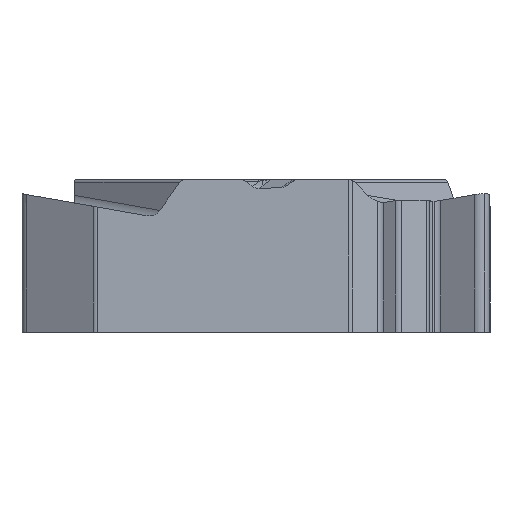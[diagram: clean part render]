
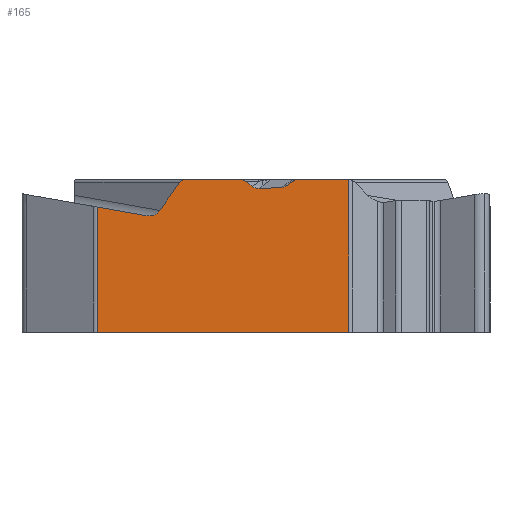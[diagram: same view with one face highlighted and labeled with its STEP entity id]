
A CAD part, left-side view. The second image highlights one B-rep face of the part: STEP entity #165.
In plain terms, the highlighted planar face has unit normal (-1, 0, 0).
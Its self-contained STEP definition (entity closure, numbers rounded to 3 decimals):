
#165=ADVANCED_FACE('',(#317),#273,.F.);
#273=PLANE('',#2087);
#317=FACE_OUTER_BOUND('',#419,.T.);
#419=EDGE_LOOP('',(#900,#901,#902,#903,#904,#905,#906,#907,#908,#909,#910,
#911,#912,#913,#914,#915,#916));
#542=LINE('',#3343,#713);
#543=LINE('',#3346,#714);
#544=LINE('',#3348,#715);
#545=LINE('',#3352,#716);
#546=LINE('',#3356,#717);
#547=LINE('',#3372,#718);
#548=LINE('',#3388,#719);
#549=LINE('',#3392,#720);
#550=LINE('',#3396,#721);
#551=LINE('',#3400,#722);
#713=VECTOR('',#2289,1.);
#714=VECTOR('',#2290,1.);
#715=VECTOR('',#2291,1.);
#716=VECTOR('',#2294,1.);
#717=VECTOR('',#2297,1.);
#718=VECTOR('',#2298,1.);
#719=VECTOR('',#2299,1.);
#720=VECTOR('',#2302,1.);
#721=VECTOR('',#2305,1.);
#722=VECTOR('',#2308,1.);
#900=ORIENTED_EDGE('',*,*,#1686,.T.);
#901=ORIENTED_EDGE('',*,*,#1687,.T.);
#902=ORIENTED_EDGE('',*,*,#1688,.T.);
#903=ORIENTED_EDGE('',*,*,#1689,.F.);
#904=ORIENTED_EDGE('',*,*,#1690,.F.);
#905=ORIENTED_EDGE('',*,*,#1691,.F.);
#906=ORIENTED_EDGE('',*,*,#1692,.F.);
#907=ORIENTED_EDGE('',*,*,#1693,.F.);
#908=ORIENTED_EDGE('',*,*,#1694,.F.);
#909=ORIENTED_EDGE('',*,*,#1695,.F.);
#910=ORIENTED_EDGE('',*,*,#1696,.F.);
#911=ORIENTED_EDGE('',*,*,#1697,.F.);
#912=ORIENTED_EDGE('',*,*,#1698,.F.);
#913=ORIENTED_EDGE('',*,*,#1699,.F.);
#914=ORIENTED_EDGE('',*,*,#1700,.F.);
#915=ORIENTED_EDGE('',*,*,#1701,.T.);
#916=ORIENTED_EDGE('',*,*,#1702,.F.);
#1492=VERTEX_POINT('',#3344);
#1493=VERTEX_POINT('',#3345);
#1494=VERTEX_POINT('',#3347);
#1495=VERTEX_POINT('',#3349);
#1496=VERTEX_POINT('',#3351);
#1497=VERTEX_POINT('',#3353);
#1498=VERTEX_POINT('',#3355);
#1499=VERTEX_POINT('',#3357);
#1500=VERTEX_POINT('',#3371);
#1501=VERTEX_POINT('',#3373);
#1502=VERTEX_POINT('',#3387);
#1503=VERTEX_POINT('',#3389);
#1504=VERTEX_POINT('',#3391);
#1505=VERTEX_POINT('',#3393);
#1506=VERTEX_POINT('',#3395);
#1507=VERTEX_POINT('',#3397);
#1508=VERTEX_POINT('',#3399);
#1686=EDGE_CURVE('',#1492,#1493,#542,.T.);
#1687=EDGE_CURVE('',#1493,#1494,#543,.T.);
#1688=EDGE_CURVE('',#1494,#1495,#544,.T.);
#1689=EDGE_CURVE('',#1496,#1495,#1970,.T.);
#1690=EDGE_CURVE('',#1497,#1496,#545,.T.);
#1691=EDGE_CURVE('',#1498,#1497,#1971,.T.);
#1692=EDGE_CURVE('',#1499,#1498,#546,.T.);
#1693=EDGE_CURVE('',#1500,#1499,#2017,.T.);
#1694=EDGE_CURVE('',#1501,#1500,#547,.T.);
#1695=EDGE_CURVE('',#1502,#1501,#2018,.T.);
#1696=EDGE_CURVE('',#1503,#1502,#548,.T.);
#1697=EDGE_CURVE('',#1504,#1503,#1972,.T.);
#1698=EDGE_CURVE('',#1505,#1504,#549,.T.);
#1699=EDGE_CURVE('',#1506,#1505,#1973,.T.);
#1700=EDGE_CURVE('',#1507,#1506,#550,.T.);
#1701=EDGE_CURVE('',#1507,#1508,#1974,.T.);
#1702=EDGE_CURVE('',#1492,#1508,#551,.T.);
#1970=ELLIPSE('',#2082,0.17,0.15);
#1971=ELLIPSE('',#2083,0.15,0.15);
#1972=ELLIPSE('',#2084,0.167,0.15);
#1973=ELLIPSE('',#2085,0.177,0.15);
#1974=ELLIPSE('',#2086,0.402,0.35);
#2017=B_SPLINE_CURVE_WITH_KNOTS('',3,(#3358,#3359,#3360,#3361,#3362,#3363,
#3364,#3365,#3366,#3367,#3368,#3369,#3370),.UNSPECIFIED.,.F.,.F.,(4,3,3,
3,4),(0.,0.249,0.498,0.746,1.),
 .UNSPECIFIED.);
#2018=B_SPLINE_CURVE_WITH_KNOTS('',3,(#3374,#3375,#3376,#3377,#3378,#3379,
#3380,#3381,#3382,#3383,#3384,#3385,#3386),.UNSPECIFIED.,.F.,.F.,(4,3,3,
3,4),(0.,0.234,0.468,0.701,1.),
 .UNSPECIFIED.);
#2082=AXIS2_PLACEMENT_3D('',#3350,#2292,#2293);
#2083=AXIS2_PLACEMENT_3D('',#3354,#2295,#2296);
#2084=AXIS2_PLACEMENT_3D('',#3390,#2300,#2301);
#2085=AXIS2_PLACEMENT_3D('',#3394,#2303,#2304);
#2086=AXIS2_PLACEMENT_3D('',#3398,#2306,#2307);
#2087=AXIS2_PLACEMENT_3D('',#3401,#2309,#2310);
#2289=DIRECTION('',(0.,0.,-1.));
#2290=DIRECTION('',(0.,-1.,0.));
#2291=DIRECTION('',(0.,0.,1.));
#2292=DIRECTION('',(1.,0.,0.));
#2293=DIRECTION('',(0.,1.,0.));
#2294=DIRECTION('',(0.,-1.,0.));
#2295=DIRECTION('',(1.,0.,0.));
#2296=DIRECTION('',(0.,-1.,0.));
#2297=DIRECTION('',(0.,-0.759,0.651));
#2298=DIRECTION('',(0.,-0.999,0.043));
#2299=DIRECTION('',(0.,-0.792,-0.611));
#2300=DIRECTION('',(1.,0.,0.));
#2301=DIRECTION('',(0.,1.,0.));
#2302=DIRECTION('',(0.,-1.,0.));
#2303=DIRECTION('',(1.,0.,0.));
#2304=DIRECTION('',(0.,1.,0.));
#2305=DIRECTION('',(0.,-0.574,0.819));
#2306=DIRECTION('',(1.,0.,0.));
#2307=DIRECTION('',(0.,0.985,0.174));
#2308=DIRECTION('',(0.,-0.985,-0.174));
#2309=DIRECTION('',(1.,0.,0.));
#2310=DIRECTION('',(0.,0.,-1.));
#3343=CARTESIAN_POINT('',(-4.763,4.743,-5.47));
#3344=CARTESIAN_POINT('',(-4.763,4.743,-0.38));
#3345=CARTESIAN_POINT('',(-4.763,4.743,-3.97));
#3346=CARTESIAN_POINT('',(-4.763,-3.173,-3.97));
#3347=CARTESIAN_POINT('',(-4.763,-2.469,-3.97));
#3348=CARTESIAN_POINT('',(-4.763,-2.469,3.4));
#3349=CARTESIAN_POINT('',(-4.763,-2.469,0.4));
#3350=CARTESIAN_POINT('',(-4.763,-2.468,0.25));
#3351=CARTESIAN_POINT('',(-4.763,-2.468,0.4));
#3352=CARTESIAN_POINT('',(-4.763,3.173,0.4));
#3353=CARTESIAN_POINT('',(-4.763,-0.971,0.4));
#3354=CARTESIAN_POINT('',(-4.763,-0.971,0.25));
#3355=CARTESIAN_POINT('',(-4.763,-0.873,0.364));
#3356=CARTESIAN_POINT('',(-4.763,1.64,-1.789));
#3357=CARTESIAN_POINT('',(-4.763,-0.748,0.257));
#3358=CARTESIAN_POINT('',(-4.763,-0.55,0.178));
#3359=CARTESIAN_POINT('',(-4.763,-0.568,0.179));
#3360=CARTESIAN_POINT('',(-4.763,-0.586,0.182));
#3361=CARTESIAN_POINT('',(-4.763,-0.603,0.185));
#3362=CARTESIAN_POINT('',(-4.763,-0.621,0.189));
#3363=CARTESIAN_POINT('',(-4.763,-0.638,0.194));
#3364=CARTESIAN_POINT('',(-4.763,-0.655,0.201));
#3365=CARTESIAN_POINT('',(-4.763,-0.672,0.208));
#3366=CARTESIAN_POINT('',(-4.763,-0.688,0.216));
#3367=CARTESIAN_POINT('',(-4.763,-0.703,0.225));
#3368=CARTESIAN_POINT('',(-4.763,-0.719,0.234));
#3369=CARTESIAN_POINT('',(-4.763,-0.734,0.245));
#3370=CARTESIAN_POINT('',(-4.763,-0.748,0.257));
#3371=CARTESIAN_POINT('',(-4.763,-0.55,0.178));
#3372=CARTESIAN_POINT('',(-4.763,-3.161,0.29));
#3373=CARTESIAN_POINT('',(-4.763,0.098,0.151));
#3374=CARTESIAN_POINT('',(-4.763,0.297,0.213));
#3375=CARTESIAN_POINT('',(-4.763,0.284,0.202));
#3376=CARTESIAN_POINT('',(-4.763,0.269,0.193));
#3377=CARTESIAN_POINT('',(-4.763,0.255,0.186));
#3378=CARTESIAN_POINT('',(-4.763,0.24,0.178));
#3379=CARTESIAN_POINT('',(-4.763,0.225,0.171));
#3380=CARTESIAN_POINT('',(-4.763,0.209,0.166));
#3381=CARTESIAN_POINT('',(-4.763,0.194,0.161));
#3382=CARTESIAN_POINT('',(-4.763,0.177,0.157));
#3383=CARTESIAN_POINT('',(-4.763,0.161,0.154));
#3384=CARTESIAN_POINT('',(-4.763,0.14,0.151));
#3385=CARTESIAN_POINT('',(-4.763,0.119,0.15));
#3386=CARTESIAN_POINT('',(-4.763,0.098,0.151));
#3387=CARTESIAN_POINT('',(-4.763,0.297,0.213));
#3388=CARTESIAN_POINT('',(-4.763,-1.981,-1.545));
#3389=CARTESIAN_POINT('',(-4.763,0.493,0.364));
#3390=CARTESIAN_POINT('',(-4.763,0.601,0.25));
#3391=CARTESIAN_POINT('',(-4.763,0.601,0.4));
#3392=CARTESIAN_POINT('',(-4.763,-3.173,0.4));
#3393=CARTESIAN_POINT('',(-4.763,2.23,0.4));
#3394=CARTESIAN_POINT('',(-4.763,2.23,0.25));
#3395=CARTESIAN_POINT('',(-4.763,2.382,0.327));
#3396=CARTESIAN_POINT('',(-4.763,0.708,2.717));
#3397=CARTESIAN_POINT('',(-4.763,2.944,-0.476));
#3398=CARTESIAN_POINT('',(-4.763,3.288,-0.282));
#3399=CARTESIAN_POINT('',(-4.763,3.348,-0.626));
#3400=CARTESIAN_POINT('',(-4.763,-2.869,-1.723));
#3401=CARTESIAN_POINT('',(-4.763,-3.173,0.));
